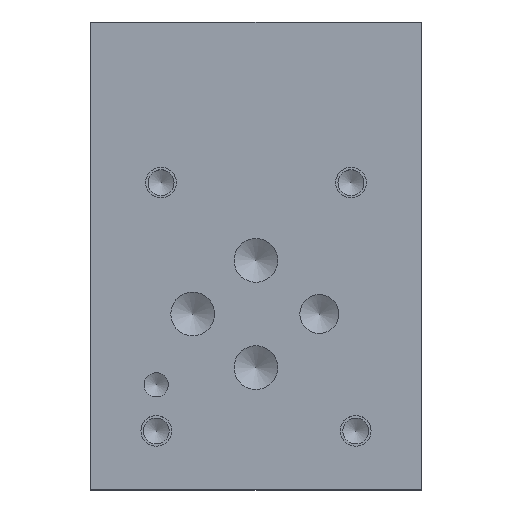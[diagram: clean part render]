
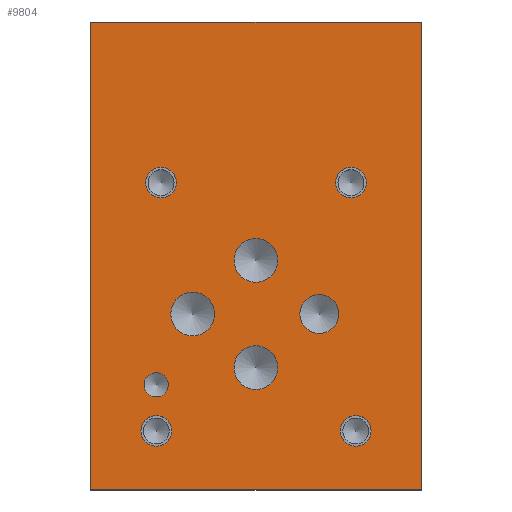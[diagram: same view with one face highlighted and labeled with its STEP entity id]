
A CAD part, top view. The second image highlights one B-rep face of the part: STEP entity #9804.
In plain terms, the highlighted planar face has unit normal (0, 0, 1).
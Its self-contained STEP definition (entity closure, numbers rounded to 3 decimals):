
#210=CIRCLE('',#10292,3.175);
#211=CIRCLE('',#10293,3.175);
#214=CIRCLE('',#10298,3.569);
#215=CIRCLE('',#10299,3.569);
#218=CIRCLE('',#10304,3.569);
#219=CIRCLE('',#10305,3.569);
#222=CIRCLE('',#10310,3.569);
#223=CIRCLE('',#10311,3.569);
#226=CIRCLE('',#10316,1.981);
#227=CIRCLE('',#10317,1.981);
#233=CIRCLE('',#10326,2.502);
#234=CIRCLE('',#10327,2.502);
#240=CIRCLE('',#10337,2.502);
#241=CIRCLE('',#10338,2.502);
#247=CIRCLE('',#10348,2.502);
#248=CIRCLE('',#10349,2.502);
#254=CIRCLE('',#10359,2.502);
#255=CIRCLE('',#10360,2.502);
#324=FACE_BOUND('',#1767,.T.);
#325=FACE_BOUND('',#1768,.T.);
#326=FACE_BOUND('',#1769,.T.);
#327=FACE_BOUND('',#1770,.T.);
#328=FACE_BOUND('',#1771,.T.);
#329=FACE_BOUND('',#1772,.T.);
#330=FACE_BOUND('',#1773,.T.);
#331=FACE_BOUND('',#1774,.T.);
#332=FACE_BOUND('',#1775,.T.);
#1199=FACE_OUTER_BOUND('',#1766,.T.);
#1766=EDGE_LOOP('',(#8585,#8586,#8587,#8588));
#1767=EDGE_LOOP('',(#8589,#8590));
#1768=EDGE_LOOP('',(#8591,#8592));
#1769=EDGE_LOOP('',(#8593,#8594));
#1770=EDGE_LOOP('',(#8595,#8596));
#1771=EDGE_LOOP('',(#8597,#8598));
#1772=EDGE_LOOP('',(#8599,#8600));
#1773=EDGE_LOOP('',(#8601,#8602));
#1774=EDGE_LOOP('',(#8603,#8604));
#1775=EDGE_LOOP('',(#8605,#8606));
#2062=LINE('',#14425,#2993);
#2511=LINE('',#15651,#3442);
#2634=LINE('',#16265,#3565);
#2707=LINE('',#16765,#3638);
#2993=VECTOR('',#10807,10.);
#3442=VECTOR('',#11582,10.);
#3565=VECTOR('',#11811,10.);
#3638=VECTOR('',#12388,10.);
#3943=VERTEX_POINT('',#14422);
#3944=VERTEX_POINT('',#14424);
#4278=VERTEX_POINT('',#15649);
#4388=VERTEX_POINT('',#16264);
#4510=VERTEX_POINT('',#16617);
#4511=VERTEX_POINT('',#16618);
#4515=VERTEX_POINT('',#16630);
#4516=VERTEX_POINT('',#16631);
#4520=VERTEX_POINT('',#16643);
#4521=VERTEX_POINT('',#16644);
#4525=VERTEX_POINT('',#16656);
#4526=VERTEX_POINT('',#16657);
#4530=VERTEX_POINT('',#16669);
#4531=VERTEX_POINT('',#16670);
#4538=VERTEX_POINT('',#16689);
#4539=VERTEX_POINT('',#16690);
#4546=VERTEX_POINT('',#16711);
#4547=VERTEX_POINT('',#16712);
#4554=VERTEX_POINT('',#16733);
#4555=VERTEX_POINT('',#16734);
#4562=VERTEX_POINT('',#16755);
#4563=VERTEX_POINT('',#16756);
#5019=EDGE_CURVE('',#3944,#3943,#2062,.T.);
#5510=EDGE_CURVE('',#3943,#4278,#2511,.T.);
#5679=EDGE_CURVE('',#4388,#3944,#2634,.T.);
#5844=EDGE_CURVE('',#4510,#4511,#210,.T.);
#5845=EDGE_CURVE('',#4511,#4510,#211,.T.);
#5850=EDGE_CURVE('',#4515,#4516,#214,.T.);
#5851=EDGE_CURVE('',#4516,#4515,#215,.T.);
#5856=EDGE_CURVE('',#4520,#4521,#218,.T.);
#5857=EDGE_CURVE('',#4521,#4520,#219,.T.);
#5862=EDGE_CURVE('',#4525,#4526,#222,.T.);
#5863=EDGE_CURVE('',#4526,#4525,#223,.T.);
#5868=EDGE_CURVE('',#4530,#4531,#226,.T.);
#5869=EDGE_CURVE('',#4531,#4530,#227,.T.);
#5877=EDGE_CURVE('',#4538,#4539,#233,.T.);
#5878=EDGE_CURVE('',#4539,#4538,#234,.T.);
#5887=EDGE_CURVE('',#4546,#4547,#240,.T.);
#5888=EDGE_CURVE('',#4547,#4546,#241,.T.);
#5897=EDGE_CURVE('',#4554,#4555,#247,.T.);
#5898=EDGE_CURVE('',#4555,#4554,#248,.T.);
#5907=EDGE_CURVE('',#4562,#4563,#254,.T.);
#5908=EDGE_CURVE('',#4563,#4562,#255,.T.);
#5912=EDGE_CURVE('',#4278,#4388,#2707,.T.);
#8585=ORIENTED_EDGE('',*,*,#5019,.T.);
#8586=ORIENTED_EDGE('',*,*,#5510,.T.);
#8587=ORIENTED_EDGE('',*,*,#5912,.T.);
#8588=ORIENTED_EDGE('',*,*,#5679,.T.);
#8589=ORIENTED_EDGE('',*,*,#5844,.T.);
#8590=ORIENTED_EDGE('',*,*,#5845,.T.);
#8591=ORIENTED_EDGE('',*,*,#5850,.T.);
#8592=ORIENTED_EDGE('',*,*,#5851,.T.);
#8593=ORIENTED_EDGE('',*,*,#5856,.T.);
#8594=ORIENTED_EDGE('',*,*,#5857,.T.);
#8595=ORIENTED_EDGE('',*,*,#5862,.T.);
#8596=ORIENTED_EDGE('',*,*,#5863,.T.);
#8597=ORIENTED_EDGE('',*,*,#5868,.T.);
#8598=ORIENTED_EDGE('',*,*,#5869,.T.);
#8599=ORIENTED_EDGE('',*,*,#5877,.T.);
#8600=ORIENTED_EDGE('',*,*,#5878,.T.);
#8601=ORIENTED_EDGE('',*,*,#5887,.T.);
#8602=ORIENTED_EDGE('',*,*,#5888,.T.);
#8603=ORIENTED_EDGE('',*,*,#5897,.T.);
#8604=ORIENTED_EDGE('',*,*,#5898,.T.);
#8605=ORIENTED_EDGE('',*,*,#5907,.T.);
#8606=ORIENTED_EDGE('',*,*,#5908,.T.);
#8915=PLANE('',#10366);
#9804=ADVANCED_FACE('',(#1199,#324,#325,#326,#327,#328,#329,#330,#331,#332),
#8915,.T.);
#10292=AXIS2_PLACEMENT_3D('',#16619,#12222,#12223);
#10293=AXIS2_PLACEMENT_3D('',#16620,#12224,#12225);
#10298=AXIS2_PLACEMENT_3D('',#16632,#12236,#12237);
#10299=AXIS2_PLACEMENT_3D('',#16633,#12238,#12239);
#10304=AXIS2_PLACEMENT_3D('',#16645,#12250,#12251);
#10305=AXIS2_PLACEMENT_3D('',#16646,#12252,#12253);
#10310=AXIS2_PLACEMENT_3D('',#16658,#12264,#12265);
#10311=AXIS2_PLACEMENT_3D('',#16659,#12266,#12267);
#10316=AXIS2_PLACEMENT_3D('',#16671,#12278,#12279);
#10317=AXIS2_PLACEMENT_3D('',#16672,#12280,#12281);
#10326=AXIS2_PLACEMENT_3D('',#16691,#12300,#12301);
#10327=AXIS2_PLACEMENT_3D('',#16692,#12302,#12303);
#10337=AXIS2_PLACEMENT_3D('',#16713,#12325,#12326);
#10338=AXIS2_PLACEMENT_3D('',#16714,#12327,#12328);
#10348=AXIS2_PLACEMENT_3D('',#16735,#12350,#12351);
#10349=AXIS2_PLACEMENT_3D('',#16736,#12352,#12353);
#10359=AXIS2_PLACEMENT_3D('',#16757,#12375,#12376);
#10360=AXIS2_PLACEMENT_3D('',#16758,#12377,#12378);
#10366=AXIS2_PLACEMENT_3D('',#16768,#12393,#12394);
#10807=DIRECTION('',(1.,0.,0.));
#11582=DIRECTION('',(0.,1.,0.));
#11811=DIRECTION('',(0.,-1.,0.));
#12222=DIRECTION('center_axis',(0.,0.,-1.));
#12223=DIRECTION('ref_axis',(1.,0.,0.));
#12224=DIRECTION('center_axis',(0.,0.,-1.));
#12225=DIRECTION('ref_axis',(1.,0.,0.));
#12236=DIRECTION('center_axis',(0.,0.,-1.));
#12237=DIRECTION('ref_axis',(1.,0.,0.));
#12238=DIRECTION('center_axis',(0.,0.,-1.));
#12239=DIRECTION('ref_axis',(1.,0.,0.));
#12250=DIRECTION('center_axis',(0.,0.,-1.));
#12251=DIRECTION('ref_axis',(1.,0.,0.));
#12252=DIRECTION('center_axis',(0.,0.,-1.));
#12253=DIRECTION('ref_axis',(1.,0.,0.));
#12264=DIRECTION('center_axis',(0.,0.,-1.));
#12265=DIRECTION('ref_axis',(1.,0.,0.));
#12266=DIRECTION('center_axis',(0.,0.,-1.));
#12267=DIRECTION('ref_axis',(1.,0.,0.));
#12278=DIRECTION('center_axis',(0.,0.,-1.));
#12279=DIRECTION('ref_axis',(1.,0.,0.));
#12280=DIRECTION('center_axis',(0.,0.,-1.));
#12281=DIRECTION('ref_axis',(1.,0.,0.));
#12300=DIRECTION('center_axis',(0.,0.,-1.));
#12301=DIRECTION('ref_axis',(1.,0.,0.));
#12302=DIRECTION('center_axis',(0.,0.,-1.));
#12303=DIRECTION('ref_axis',(1.,0.,0.));
#12325=DIRECTION('center_axis',(0.,0.,-1.));
#12326=DIRECTION('ref_axis',(1.,0.,0.));
#12327=DIRECTION('center_axis',(0.,0.,-1.));
#12328=DIRECTION('ref_axis',(1.,0.,0.));
#12350=DIRECTION('center_axis',(0.,0.,-1.));
#12351=DIRECTION('ref_axis',(1.,0.,0.));
#12352=DIRECTION('center_axis',(0.,0.,-1.));
#12353=DIRECTION('ref_axis',(1.,0.,0.));
#12375=DIRECTION('center_axis',(0.,0.,-1.));
#12376=DIRECTION('ref_axis',(1.,0.,0.));
#12377=DIRECTION('center_axis',(0.,0.,-1.));
#12378=DIRECTION('ref_axis',(1.,0.,0.));
#12388=DIRECTION('',(-1.,0.,0.));
#12393=DIRECTION('center_axis',(0.,0.,1.));
#12394=DIRECTION('ref_axis',(1.,0.,0.));
#14422=CARTESIAN_POINT('',(53.975,0.,76.2));
#14424=CARTESIAN_POINT('',(0.,0.,76.2));
#14425=CARTESIAN_POINT('',(0.,0.,76.2));
#15649=CARTESIAN_POINT('',(53.975,76.2,76.2));
#15651=CARTESIAN_POINT('',(53.975,0.,76.2));
#16264=CARTESIAN_POINT('',(0.,76.2,76.2));
#16265=CARTESIAN_POINT('',(0.,76.2,76.2));
#16617=CARTESIAN_POINT('',(40.488,28.575,76.2));
#16618=CARTESIAN_POINT('',(34.138,28.575,76.2));
#16619=CARTESIAN_POINT('Origin',(37.313,28.575,76.2));
#16620=CARTESIAN_POINT('Origin',(37.313,28.575,76.2));
#16630=CARTESIAN_POINT('',(30.544,37.313,76.2));
#16631=CARTESIAN_POINT('',(23.406,37.313,76.2));
#16632=CARTESIAN_POINT('Origin',(26.975,37.313,76.2));
#16633=CARTESIAN_POINT('Origin',(26.975,37.313,76.2));
#16643=CARTESIAN_POINT('',(20.231,28.575,76.2));
#16644=CARTESIAN_POINT('',(13.094,28.575,76.2));
#16645=CARTESIAN_POINT('Origin',(16.662,28.575,76.2));
#16646=CARTESIAN_POINT('Origin',(16.662,28.575,76.2));
#16656=CARTESIAN_POINT('',(30.544,19.837,76.2));
#16657=CARTESIAN_POINT('',(23.406,19.837,76.2));
#16658=CARTESIAN_POINT('Origin',(26.975,19.837,76.2));
#16659=CARTESIAN_POINT('Origin',(26.975,19.837,76.2));
#16669=CARTESIAN_POINT('',(12.7,17.018,76.2));
#16670=CARTESIAN_POINT('',(8.738,17.018,76.2));
#16671=CARTESIAN_POINT('Origin',(10.719,17.018,76.2));
#16672=CARTESIAN_POINT('Origin',(10.719,17.018,76.2));
#16689=CARTESIAN_POINT('',(45.758,9.525,76.2));
#16690=CARTESIAN_POINT('',(40.754,9.525,76.2));
#16691=CARTESIAN_POINT('Origin',(43.256,9.525,76.2));
#16692=CARTESIAN_POINT('Origin',(43.256,9.525,76.2));
#16711=CARTESIAN_POINT('',(14.008,50.013,76.2));
#16712=CARTESIAN_POINT('',(9.004,50.013,76.2));
#16713=CARTESIAN_POINT('Origin',(11.506,50.013,76.2));
#16714=CARTESIAN_POINT('Origin',(11.506,50.013,76.2));
#16733=CARTESIAN_POINT('',(44.971,50.013,76.2));
#16734=CARTESIAN_POINT('',(39.967,50.013,76.2));
#16735=CARTESIAN_POINT('Origin',(42.469,50.013,76.2));
#16736=CARTESIAN_POINT('Origin',(42.469,50.013,76.2));
#16755=CARTESIAN_POINT('',(13.221,9.525,76.2));
#16756=CARTESIAN_POINT('',(8.217,9.525,76.2));
#16757=CARTESIAN_POINT('Origin',(10.719,9.525,76.2));
#16758=CARTESIAN_POINT('Origin',(10.719,9.525,76.2));
#16765=CARTESIAN_POINT('',(53.975,76.2,76.2));
#16768=CARTESIAN_POINT('Origin',(26.988,38.1,76.2));
